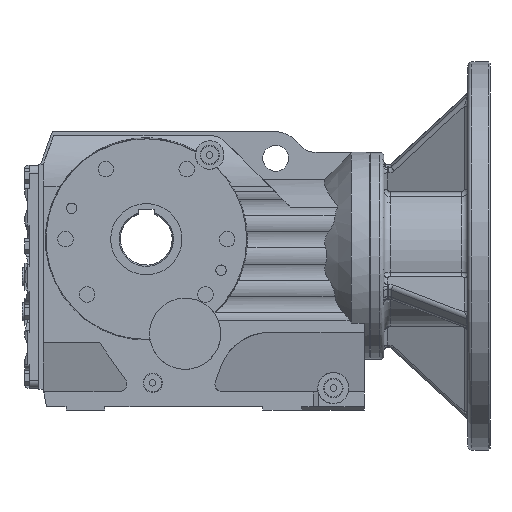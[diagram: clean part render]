
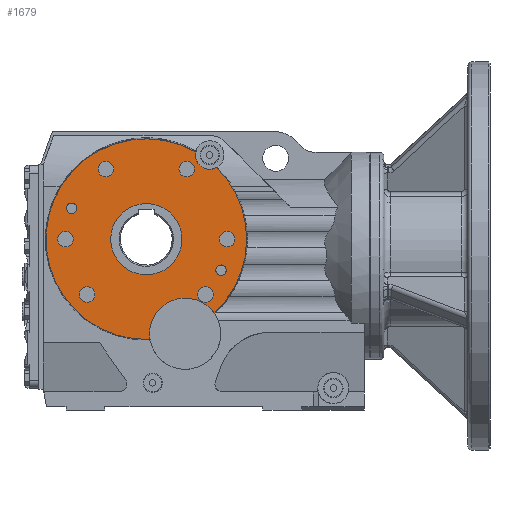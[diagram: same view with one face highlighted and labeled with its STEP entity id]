
A CAD part, front view. The second image highlights one B-rep face of the part: STEP entity #1679.
In plain terms, the highlighted planar face has unit normal (0, -1, 0).
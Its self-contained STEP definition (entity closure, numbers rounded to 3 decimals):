
#1679=ADVANCED_FACE('',(#7399,#7401,#7403,#7405,#7407,#7409,#7411,#7413,#7415,#7417),
#7419,.T.);
#7399=FACE_BOUND('',#7400,.T.);
#7400=EDGE_LOOP('',(#13514,#13515,#13516,#13517));
#7401=FACE_BOUND('',#7402,.T.);
#7402=EDGE_LOOP('',(#13518));
#7403=FACE_BOUND('',#7404,.T.);
#7404=EDGE_LOOP('',(#13519));
#7405=FACE_BOUND('',#7406,.T.);
#7406=EDGE_LOOP('',(#13520));
#7407=FACE_BOUND('',#7408,.T.);
#7408=EDGE_LOOP('',(#13521));
#7409=FACE_BOUND('',#7410,.T.);
#7410=EDGE_LOOP('',(#13522));
#7411=FACE_BOUND('',#7412,.T.);
#7412=EDGE_LOOP('',(#13523));
#7413=FACE_BOUND('',#7414,.T.);
#7414=EDGE_LOOP('',(#13524));
#7415=FACE_BOUND('',#7416,.T.);
#7416=EDGE_LOOP('',(#13525));
#7417=FACE_BOUND('',#7418,.T.);
#7418=EDGE_LOOP('',(#13526));
#7419=PLANE('',#7420);
#7420=AXIS2_PLACEMENT_3D('',#7421,#7422,#7423);
#7421=CARTESIAN_POINT('',(0.,-80.,77.5));
#7422=DIRECTION('',(0.,-1.,0.));
#7423=DIRECTION('',(1.,0.,0.));
#13514=ORIENTED_EDGE('',*,*,#16101,.F.);
#13515=ORIENTED_EDGE('',*,*,#16181,.F.);
#13516=ORIENTED_EDGE('',*,*,#16117,.F.);
#13517=ORIENTED_EDGE('',*,*,#16063,.F.);
#13518=ORIENTED_EDGE('',*,*,#16074,.T.);
#13519=ORIENTED_EDGE('',*,*,#16147,.F.);
#13520=ORIENTED_EDGE('',*,*,#16149,.F.);
#13521=ORIENTED_EDGE('',*,*,#16151,.F.);
#13522=ORIENTED_EDGE('',*,*,#16153,.F.);
#13523=ORIENTED_EDGE('',*,*,#16155,.F.);
#13524=ORIENTED_EDGE('',*,*,#16157,.F.);
#13525=ORIENTED_EDGE('',*,*,#16159,.F.);
#13526=ORIENTED_EDGE('',*,*,#16161,.F.);
#16063=EDGE_CURVE('',#17614,#17602,#17616,.T.);
#16074=EDGE_CURVE('',#17632,#17632,#17633,.T.);
#16101=EDGE_CURVE('',#17686,#17614,#17687,.T.);
#16117=EDGE_CURVE('',#17602,#17711,#17714,.T.);
#16147=EDGE_CURVE('',#17772,#17772,#17773,.T.);
#16149=EDGE_CURVE('',#17776,#17776,#17777,.T.);
#16151=EDGE_CURVE('',#17780,#17780,#17781,.T.);
#16153=EDGE_CURVE('',#17784,#17784,#17785,.T.);
#16155=EDGE_CURVE('',#17788,#17788,#17789,.T.);
#16157=EDGE_CURVE('',#17792,#17792,#17793,.T.);
#16159=EDGE_CURVE('',#17796,#17796,#17797,.T.);
#16161=EDGE_CURVE('',#17800,#17800,#17801,.T.);
#16181=EDGE_CURVE('',#17711,#17686,#17832,.T.);
#17602=VERTEX_POINT('',#21329);
#17614=VERTEX_POINT('',#21539);
#17616=CIRCLE('',#21547,77.5);
#17632=VERTEX_POINT('',#21792);
#17633=CIRCLE('',#21793,27.5);
#17686=VERTEX_POINT('',#21929);
#17687=CIRCLE('',#21930,11.);
#17711=VERTEX_POINT('',#22046);
#17714=CIRCLE('',#22058,27.5);
#17772=VERTEX_POINT('',#22202);
#17773=CIRCLE('',#22203,6.);
#17776=VERTEX_POINT('',#22212);
#17777=CIRCLE('',#22213,6.);
#17780=VERTEX_POINT('',#22222);
#17781=CIRCLE('',#22223,4.);
#17784=VERTEX_POINT('',#22232);
#17785=CIRCLE('',#22233,4.);
#17788=VERTEX_POINT('',#22242);
#17789=CIRCLE('',#22243,6.);
#17792=VERTEX_POINT('',#22252);
#17793=CIRCLE('',#22253,6.);
#17796=VERTEX_POINT('',#22262);
#17797=CIRCLE('',#22263,6.);
#17800=VERTEX_POINT('',#22272);
#17801=CIRCLE('',#22273,6.);
#17832=CIRCLE('',#22621,77.5);
#21329=CARTESIAN_POINT('',(52.423,-80.,-57.08));
#21539=CARTESIAN_POINT('',(54.258,-80.,55.338));
#21547=AXIS2_PLACEMENT_3D('',#21548,#21549,#21550);
#21548=CARTESIAN_POINT('',(0.,-80.,0.));
#21549=DIRECTION('',(-0.,1.,0.));
#21550=DIRECTION('',(0.7,0.,0.714));
#21792=CARTESIAN_POINT('',(27.5,-80.,0.));
#21793=AXIS2_PLACEMENT_3D('',#21794,#21795,#21796);
#21794=CARTESIAN_POINT('',(0.,-80.,0.));
#21795=DIRECTION('',(-0.,1.,-0.));
#21796=DIRECTION('',(1.,0.,0.));
#21929=CARTESIAN_POINT('',(38.264,-80.,67.395));
#21930=AXIS2_PLACEMENT_3D('',#21931,#21932,#21933);
#21931=CARTESIAN_POINT('',(49.,-80.,65.));
#21932=DIRECTION('',(0.,-1.,0.));
#21933=DIRECTION('',(-0.976,0.,0.218));
#22046=CARTESIAN_POINT('',(2.862,-80.,-77.447));
#22058=AXIS2_PLACEMENT_3D('',#22059,#22060,#22061);
#22059=CARTESIAN_POINT('',(30.,-80.,-73.));
#22060=DIRECTION('',(0.,-1.,0.));
#22061=DIRECTION('',(0.815,0.,0.579));
#22202=CARTESIAN_POINT('',(68.5,-80.,0.));
#22203=AXIS2_PLACEMENT_3D('',#22204,#22205,#22206);
#22204=CARTESIAN_POINT('',(62.5,-80.,0.));
#22205=DIRECTION('',(0.,-1.,0.));
#22206=DIRECTION('',(-1.,0.,0.));
#22212=CARTESIAN_POINT('',(-56.5,-80.,0.));
#22213=AXIS2_PLACEMENT_3D('',#22214,#22215,#22216);
#22214=CARTESIAN_POINT('',(-62.5,-80.,0.));
#22215=DIRECTION('',(0.,-1.,0.));
#22216=DIRECTION('',(-1.,0.,0.));
#22222=CARTESIAN_POINT('',(-53.742,-80.,23.918));
#22223=AXIS2_PLACEMENT_3D('',#22224,#22225,#22226);
#22224=CARTESIAN_POINT('',(-57.742,-80.,23.918));
#22225=DIRECTION('',(0.,-1.,0.));
#22226=DIRECTION('',(-1.,0.,0.));
#22232=CARTESIAN_POINT('',(61.742,-80.,-23.918));
#22233=AXIS2_PLACEMENT_3D('',#22234,#22235,#22236);
#22234=CARTESIAN_POINT('',(57.742,-80.,-23.918));
#22235=DIRECTION('',(0.,-1.,0.));
#22236=DIRECTION('',(-1.,0.,0.));
#22242=CARTESIAN_POINT('',(-39.71,-80.,-42.625));
#22243=AXIS2_PLACEMENT_3D('',#22244,#22245,#22246);
#22244=CARTESIAN_POINT('',(-45.71,-80.,-42.625));
#22245=DIRECTION('',(0.,-1.,0.));
#22246=DIRECTION('',(-1.,0.,0.));
#22252=CARTESIAN_POINT('',(51.71,-80.,-42.625));
#22253=AXIS2_PLACEMENT_3D('',#22254,#22255,#22256);
#22254=CARTESIAN_POINT('',(45.71,-80.,-42.625));
#22255=DIRECTION('',(0.,-1.,0.));
#22256=DIRECTION('',(-1.,0.,0.));
#22262=CARTESIAN_POINT('',(-25.25,-80.,54.127));
#22263=AXIS2_PLACEMENT_3D('',#22264,#22265,#22266);
#22264=CARTESIAN_POINT('',(-31.25,-80.,54.127));
#22265=DIRECTION('',(0.,-1.,0.));
#22266=DIRECTION('',(-1.,0.,0.));
#22272=CARTESIAN_POINT('',(37.25,-80.,54.127));
#22273=AXIS2_PLACEMENT_3D('',#22274,#22275,#22276);
#22274=CARTESIAN_POINT('',(31.25,-80.,54.127));
#22275=DIRECTION('',(0.,-1.,0.));
#22276=DIRECTION('',(-1.,0.,0.));
#22621=AXIS2_PLACEMENT_3D('',#22622,#22623,#22624);
#22622=CARTESIAN_POINT('',(0.,-80.,0.));
#22623=DIRECTION('',(0.,1.,-0.));
#22624=DIRECTION('',(0.037,0.,-0.999));
